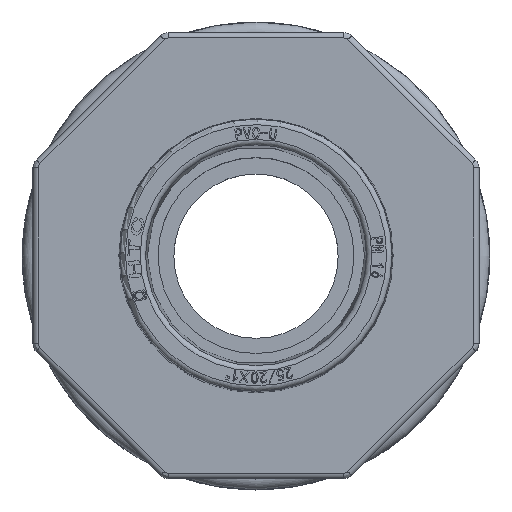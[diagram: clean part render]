
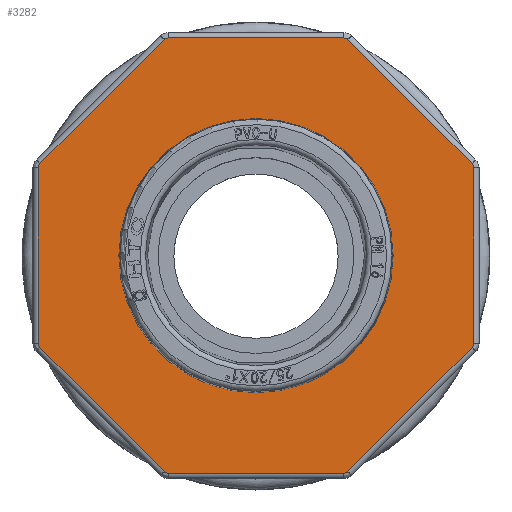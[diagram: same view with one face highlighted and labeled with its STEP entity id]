
A CAD part, top view. The second image highlights one B-rep face of the part: STEP entity #3282.
In plain terms, the highlighted planar face has unit normal (0, 0, 1).
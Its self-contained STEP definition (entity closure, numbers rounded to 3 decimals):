
#3282=ADVANCED_FACE('',(#7569,#7570),#4954,.F.);
#4954=PLANE('',#37045);
#7569=FACE_BOUND('',#8815,.T.);
#7570=FACE_BOUND('',#8816,.T.);
#8815=EDGE_LOOP('',(#16011));
#8816=EDGE_LOOP('',(#16012,#16013,#16014,#16015,#16016,#16017,#16018,#16019,
#16020,#16021,#16022,#16023,#16024,#16025,#16026,#16027));
#9873=CIRCLE('',#37036,12.6);
#9874=CIRCLE('',#37037,0.5);
#9875=CIRCLE('',#37038,0.5);
#9876=CIRCLE('',#37039,0.5);
#9877=CIRCLE('',#37040,0.5);
#9878=CIRCLE('',#37041,0.5);
#9879=CIRCLE('',#37042,0.5);
#9880=CIRCLE('',#37043,0.5);
#9881=CIRCLE('',#37044,0.5);
#16011=ORIENTED_EDGE('',*,*,#26984,.F.);
#16012=ORIENTED_EDGE('',*,*,#26985,.T.);
#16013=ORIENTED_EDGE('',*,*,#26986,.T.);
#16014=ORIENTED_EDGE('',*,*,#26987,.T.);
#16015=ORIENTED_EDGE('',*,*,#26988,.T.);
#16016=ORIENTED_EDGE('',*,*,#26989,.T.);
#16017=ORIENTED_EDGE('',*,*,#26990,.T.);
#16018=ORIENTED_EDGE('',*,*,#26991,.T.);
#16019=ORIENTED_EDGE('',*,*,#26992,.T.);
#16020=ORIENTED_EDGE('',*,*,#26993,.T.);
#16021=ORIENTED_EDGE('',*,*,#26994,.T.);
#16022=ORIENTED_EDGE('',*,*,#26995,.T.);
#16023=ORIENTED_EDGE('',*,*,#26996,.T.);
#16024=ORIENTED_EDGE('',*,*,#26997,.T.);
#16025=ORIENTED_EDGE('',*,*,#26998,.T.);
#16026=ORIENTED_EDGE('',*,*,#26999,.T.);
#16027=ORIENTED_EDGE('',*,*,#27000,.T.);
#22480=VERTEX_POINT('',#57947);
#22481=VERTEX_POINT('',#57949);
#22482=VERTEX_POINT('',#57950);
#22483=VERTEX_POINT('',#57952);
#22484=VERTEX_POINT('',#57954);
#22485=VERTEX_POINT('',#57956);
#22486=VERTEX_POINT('',#57958);
#22487=VERTEX_POINT('',#57960);
#22488=VERTEX_POINT('',#57962);
#22489=VERTEX_POINT('',#57964);
#22490=VERTEX_POINT('',#57966);
#22491=VERTEX_POINT('',#57968);
#22492=VERTEX_POINT('',#57970);
#22493=VERTEX_POINT('',#57972);
#22494=VERTEX_POINT('',#57974);
#22495=VERTEX_POINT('',#57976);
#22496=VERTEX_POINT('',#57978);
#26984=EDGE_CURVE('',#22480,#22480,#9873,.T.);
#26985=EDGE_CURVE('',#22481,#22482,#9874,.T.);
#26986=EDGE_CURVE('',#22482,#22483,#31720,.T.);
#26987=EDGE_CURVE('',#22483,#22484,#9875,.T.);
#26988=EDGE_CURVE('',#22484,#22485,#31721,.T.);
#26989=EDGE_CURVE('',#22485,#22486,#9876,.T.);
#26990=EDGE_CURVE('',#22486,#22487,#31722,.T.);
#26991=EDGE_CURVE('',#22487,#22488,#9877,.T.);
#26992=EDGE_CURVE('',#22488,#22489,#31723,.T.);
#26993=EDGE_CURVE('',#22489,#22490,#9878,.T.);
#26994=EDGE_CURVE('',#22490,#22491,#31724,.T.);
#26995=EDGE_CURVE('',#22491,#22492,#9879,.T.);
#26996=EDGE_CURVE('',#22492,#22493,#31725,.T.);
#26997=EDGE_CURVE('',#22493,#22494,#9880,.T.);
#26998=EDGE_CURVE('',#22494,#22495,#31726,.T.);
#26999=EDGE_CURVE('',#22495,#22496,#9881,.T.);
#27000=EDGE_CURVE('',#22496,#22481,#31727,.T.);
#31720=LINE('',#57951,#35065);
#31721=LINE('',#57955,#35066);
#31722=LINE('',#57959,#35067);
#31723=LINE('',#57963,#35068);
#31724=LINE('',#57967,#35069);
#31725=LINE('',#57971,#35070);
#31726=LINE('',#57975,#35071);
#31727=LINE('',#57979,#35072);
#35065=VECTOR('',#42919,1.);
#35066=VECTOR('',#42922,1.);
#35067=VECTOR('',#42925,1.);
#35068=VECTOR('',#42928,1.);
#35069=VECTOR('',#42931,1.);
#35070=VECTOR('',#42934,1.);
#35071=VECTOR('',#42937,1.);
#35072=VECTOR('',#42940,1.);
#37036=AXIS2_PLACEMENT_3D('',#57946,#42915,#42916);
#37037=AXIS2_PLACEMENT_3D('',#57948,#42917,#42918);
#37038=AXIS2_PLACEMENT_3D('',#57953,#42920,#42921);
#37039=AXIS2_PLACEMENT_3D('',#57957,#42923,#42924);
#37040=AXIS2_PLACEMENT_3D('',#57961,#42926,#42927);
#37041=AXIS2_PLACEMENT_3D('',#57965,#42929,#42930);
#37042=AXIS2_PLACEMENT_3D('',#57969,#42932,#42933);
#37043=AXIS2_PLACEMENT_3D('',#57973,#42935,#42936);
#37044=AXIS2_PLACEMENT_3D('',#57977,#42938,#42939);
#37045=AXIS2_PLACEMENT_3D('',#57980,#42941,#42942);
#42915=DIRECTION('',(0.,0.,1.));
#42916=DIRECTION('',(-1.,0.,0.));
#42917=DIRECTION('',(0.,0.,1.));
#42918=DIRECTION('',(-1.,0.,0.));
#42919=DIRECTION('',(1.,0.,0.));
#42920=DIRECTION('',(0.,0.,1.));
#42921=DIRECTION('',(-1.,0.,0.));
#42922=DIRECTION('',(0.707,0.707,0.));
#42923=DIRECTION('',(0.,0.,1.));
#42924=DIRECTION('',(-1.,0.,0.));
#42925=DIRECTION('',(0.,1.,0.));
#42926=DIRECTION('',(0.,0.,1.));
#42927=DIRECTION('',(-1.,0.,0.));
#42928=DIRECTION('',(-0.707,0.707,0.));
#42929=DIRECTION('',(0.,0.,1.));
#42930=DIRECTION('',(-1.,0.,0.));
#42931=DIRECTION('',(-1.,0.,0.));
#42932=DIRECTION('',(0.,0.,1.));
#42933=DIRECTION('',(-1.,0.,0.));
#42934=DIRECTION('',(-0.707,-0.707,0.));
#42935=DIRECTION('',(0.,0.,1.));
#42936=DIRECTION('',(-1.,0.,0.));
#42937=DIRECTION('',(0.,-1.,0.));
#42938=DIRECTION('',(0.,0.,1.));
#42939=DIRECTION('',(-1.,0.,0.));
#42940=DIRECTION('',(0.707,-0.707,0.));
#42941=DIRECTION('',(0.,0.,-1.));
#42942=DIRECTION('',(-1.,0.,0.));
#57946=CARTESIAN_POINT('',(0.,43.5,31.004));
#57947=CARTESIAN_POINT('',(-12.6,43.5,31.004));
#57948=CARTESIAN_POINT('',(-8.077,24.,31.004));
#57949=CARTESIAN_POINT('',(-8.431,23.646,31.004));
#57950=CARTESIAN_POINT('',(-8.077,23.5,31.004));
#57951=CARTESIAN_POINT('',(8.077,23.5,31.004));
#57952=CARTESIAN_POINT('',(8.077,23.5,31.004));
#57953=CARTESIAN_POINT('',(8.077,24.,31.004));
#57954=CARTESIAN_POINT('',(8.431,23.646,31.004));
#57955=CARTESIAN_POINT('',(19.854,35.069,31.004));
#57956=CARTESIAN_POINT('',(19.854,35.069,31.004));
#57957=CARTESIAN_POINT('',(19.5,35.423,31.004));
#57958=CARTESIAN_POINT('',(20.,35.423,31.004));
#57959=CARTESIAN_POINT('',(20.,51.577,31.004));
#57960=CARTESIAN_POINT('',(20.,51.577,31.004));
#57961=CARTESIAN_POINT('',(19.5,51.577,31.004));
#57962=CARTESIAN_POINT('',(19.854,51.931,31.004));
#57963=CARTESIAN_POINT('',(8.431,63.354,31.004));
#57964=CARTESIAN_POINT('',(8.431,63.354,31.004));
#57965=CARTESIAN_POINT('',(8.077,63.,31.004));
#57966=CARTESIAN_POINT('',(8.077,63.5,31.004));
#57967=CARTESIAN_POINT('',(-8.077,63.5,31.004));
#57968=CARTESIAN_POINT('',(-8.077,63.5,31.004));
#57969=CARTESIAN_POINT('',(-8.077,63.,31.004));
#57970=CARTESIAN_POINT('',(-8.431,63.354,31.004));
#57971=CARTESIAN_POINT('',(-19.854,51.931,31.004));
#57972=CARTESIAN_POINT('',(-19.854,51.931,31.004));
#57973=CARTESIAN_POINT('',(-19.5,51.577,31.004));
#57974=CARTESIAN_POINT('',(-20.,51.577,31.004));
#57975=CARTESIAN_POINT('',(-20.,35.423,31.004));
#57976=CARTESIAN_POINT('',(-20.,35.423,31.004));
#57977=CARTESIAN_POINT('',(-19.5,35.423,31.004));
#57978=CARTESIAN_POINT('',(-19.854,35.069,31.004));
#57979=CARTESIAN_POINT('',(-8.431,23.646,31.004));
#57980=CARTESIAN_POINT('',(0.,-45.,31.004));
